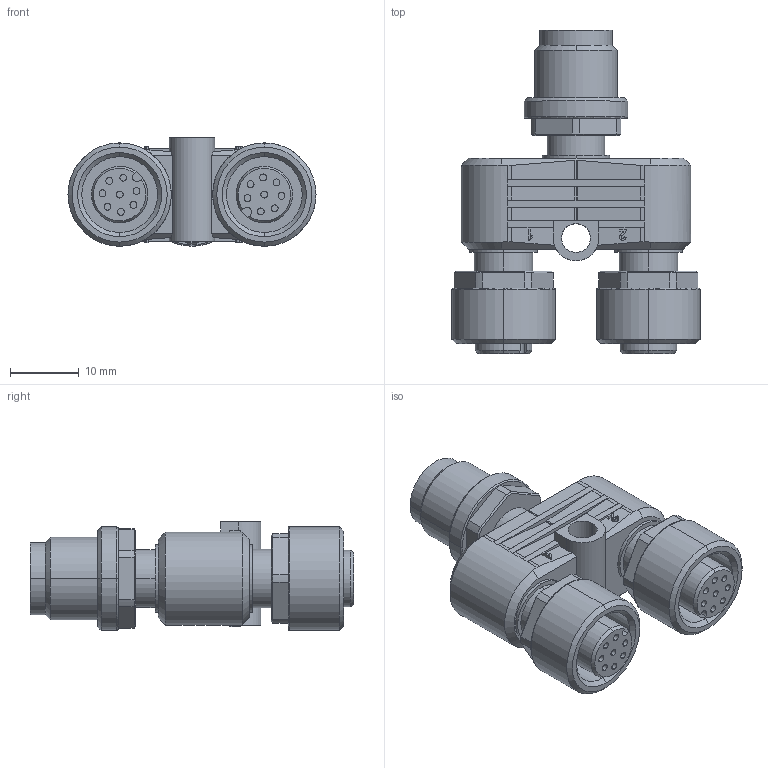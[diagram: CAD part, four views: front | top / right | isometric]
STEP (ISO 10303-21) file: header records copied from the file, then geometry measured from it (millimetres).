
FILE_DESCRIPTION (( 'STEP AP214' ), '1' );
FILE_NAME ('TC-M128AM-2M128AF-S.STEP', '2019-02-28T15:54:50', ( '' ), ( '' ), 'SwSTEP 2.0', 'SolidWorks 2017', '' );
FILE_SCHEMA (( 'AUTOMOTIVE_DESIGN' ));
Length unit declared in the file: millimetre
Products named in the file (1): TC-M128AM-2M128AF-S
Bounding box: 36 x 47 x 15.75 mm (x, y, z)
Volume: 10159.6 mm3; surface area: 6324.3 mm2
Topology: 1 solids, 1 shells, 405 faces, 1003 edges, 646 vertices
Faces by surface type: plane 166, cylinder 141, cone 42, bspline 40, torus 16
Entity records: 15028 total; most frequent: CARTESIAN_POINT 2940, ORIENTED_EDGE 2006, DIRECTION 1927, EDGE_CURVE 1003, AXIS2_PLACEMENT_3D 738, VERTEX_POINT 646, EDGE_LOOP 453, LINE 451
